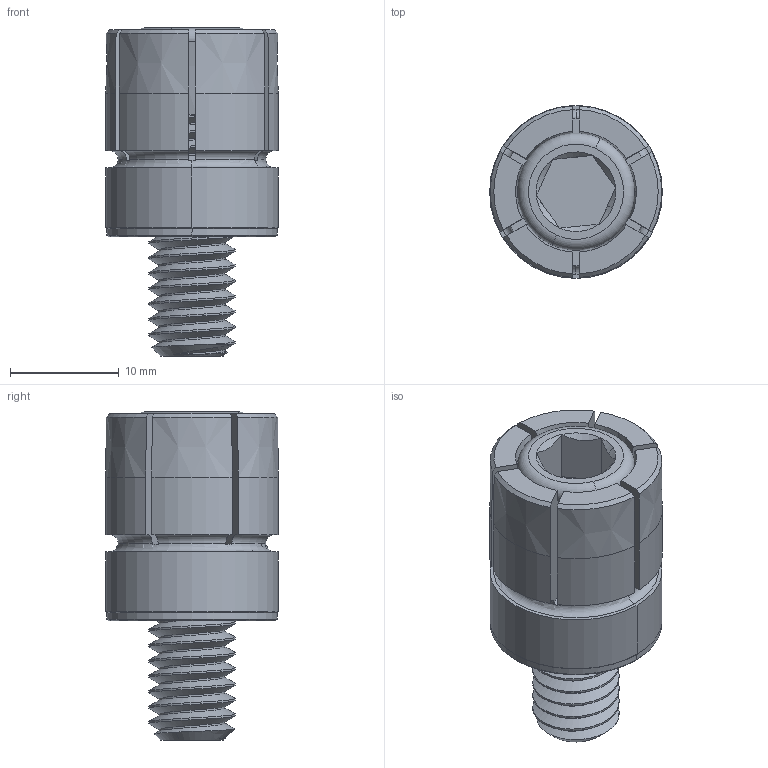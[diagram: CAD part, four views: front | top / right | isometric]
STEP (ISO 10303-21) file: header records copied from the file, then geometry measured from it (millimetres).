
FILE_DESCRIPTION (( 'STEP AP214' ), '1' );
FILE_NAME ('31760.STEP', '2016-02-25T14:52:04', ( 'Mike W' ), ( '' ), 'SwSTEP 2.0', 'SolidWorks 2015', '' );
FILE_SCHEMA (( 'AUTOMOTIVE_DESIGN' ));
Length unit declared in the file: inch
Products named in the file (3): 31760; 31020S_31020S; 317601_317601
Assembly tree (2 placements, depth 2):
  31760
    317601_317601
    31020S_31020S
Bounding box: 15.88 x 15.88 x 30.16 mm (x, y, z)
Volume: 3511 mm3; surface area: 3450.3 mm2
Topology: 2 solids, 2 shells, 167 faces, 459 edges, 298 vertices
Faces by surface type: cylinder 77, plane 42, cone 36, torus 10, bspline 2
Entity records: 7499 total; most frequent: CARTESIAN_POINT 3534, ORIENTED_EDGE 918, DIRECTION 709, EDGE_CURVE 459, VERTEX_POINT 298, AXIS2_PLACEMENT_3D 278, EDGE_LOOP 171, ADVANCED_FACE 167
